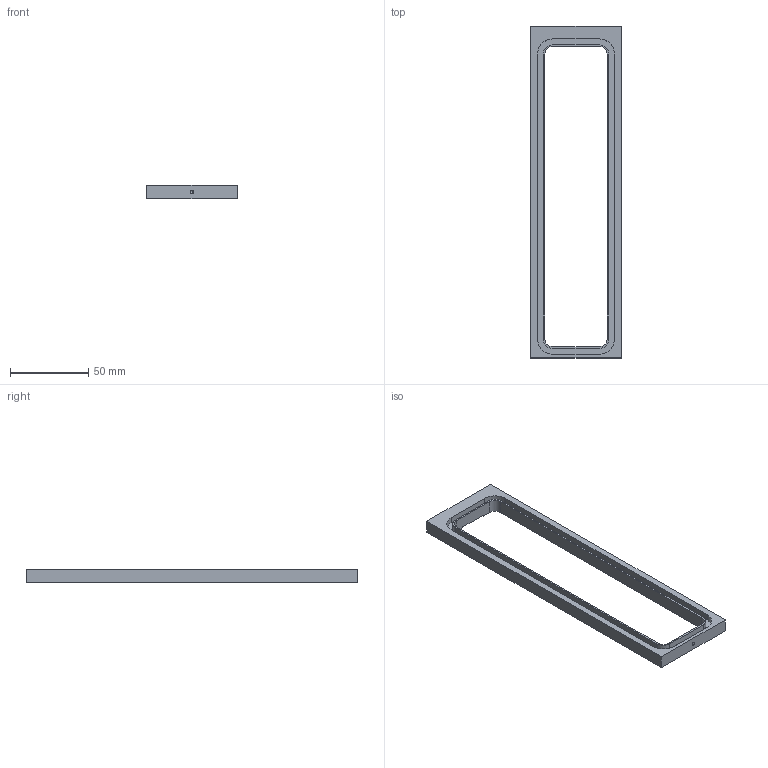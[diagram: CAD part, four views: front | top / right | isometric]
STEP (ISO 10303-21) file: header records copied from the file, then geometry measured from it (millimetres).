
FILE_DESCRIPTION(/* description */ (''),/* implementation_level */ '2;1');
FILE_NAME(/* name */ 'Slot Collar - v2.step',/* time_stamp */ '2024-09-23T17:47:33+02:00',/* author */ (''),/* organization */ (''),/* preprocessor_version */ 'ST-DEVELOPER v20',/* originating_system */ 'Autodesk Translation Framework v13.20.0.188',/* authorisation */ '');
FILE_SCHEMA (('AUTOMOTIVE_DESIGN { 1 0 10303 214 3 1 1 }'));
Length unit declared in the file: millimetre
Products named in the file (1): Slot Collar - Alu CNC
Bounding box: 57.8 x 212.6 x 8.6 mm (x, y, z)
Volume: 27814.6 mm3; surface area: 24965 mm2
Topology: 1 solids, 4 shells, 63 faces, 163 edges, 108 vertices
Faces by surface type: plane 36, cylinder 22, cone 5
Full cylindrical faces by diameter (mm): 2.075 x2
Entity records: 1934 total; most frequent: DIRECTION 333, CARTESIAN_POINT 330, ORIENTED_EDGE 316, EDGE_CURVE 158, LINE 111, VECTOR 111, AXIS2_PLACEMENT_3D 111, VERTEX_POINT 108
